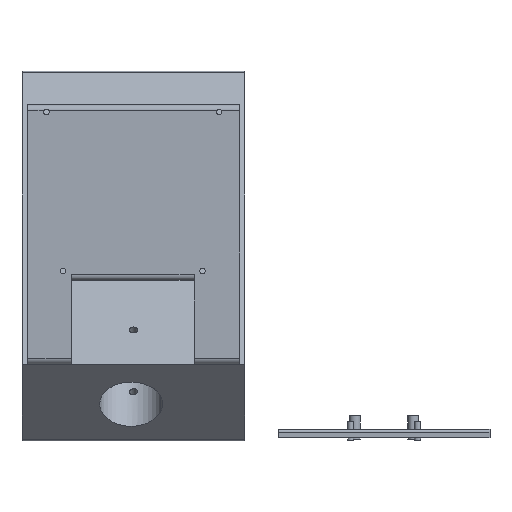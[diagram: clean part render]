
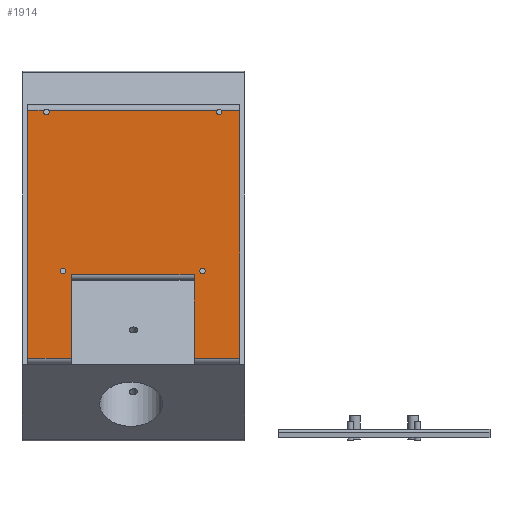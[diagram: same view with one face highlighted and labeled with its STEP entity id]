
A CAD part, front view. The second image highlights one B-rep face of the part: STEP entity #1914.
In plain terms, the highlighted planar face has unit normal (0, -1, 0).
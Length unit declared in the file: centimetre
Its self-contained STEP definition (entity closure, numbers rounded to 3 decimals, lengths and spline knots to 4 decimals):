
#58=LINE($,#3010,#214);
#63=LINE($,#3023,#219);
#69=LINE($,#3040,#225);
#70=LINE($,#3043,#226);
#74=LINE($,#3053,#230);
#75=LINE($,#3057,#231);
#76=LINE($,#3060,#232);
#77=LINE($,#3062,#233);
#78=LINE($,#3064,#234);
#79=LINE($,#3065,#235);
#214=VECTOR($,#2389,1.6304);
#219=VECTOR($,#2400,8.8981);
#225=VECTOR($,#2414,1.5696);
#226=VECTOR($,#2417,8.8981);
#230=VECTOR($,#2425,0.6516);
#231=VECTOR($,#2428,6.0423);
#232=VECTOR($,#2431,0.5907);
#233=VECTOR($,#2432,3.);
#234=VECTOR($,#2433,4.4);
#235=VECTOR($,#2434,3.);
#363=PLANE($,#2075);
#446=FACE_BOUND($,#689,.T.);
#447=FACE_BOUND($,#690,.T.);
#538=FACE_OUTER_BOUND($,#688,.T.);
#688=EDGE_LOOP($,(#1489,#1490,#1491,#1492,#1493,#1494,#1495,#1496,#1497,
#1498,#1499,#1500));
#689=EDGE_LOOP($,(#1501));
#690=EDGE_LOOP($,(#1502));
#835=CIRCLE($,#2076,0.1);
#836=CIRCLE($,#2077,0.1);
#837=CIRCLE($,#2078,0.1);
#838=CIRCLE($,#2079,0.1);
#942=VERTEX_POINT($,#3007);
#943=VERTEX_POINT($,#3009);
#948=VERTEX_POINT($,#3021);
#952=VERTEX_POINT($,#3033);
#955=VERTEX_POINT($,#3038);
#956=VERTEX_POINT($,#3042);
#960=VERTEX_POINT($,#3052);
#961=VERTEX_POINT($,#3054);
#962=VERTEX_POINT($,#3056);
#963=VERTEX_POINT($,#3058);
#964=VERTEX_POINT($,#3061);
#965=VERTEX_POINT($,#3063);
#966=VERTEX_POINT($,#3066);
#967=VERTEX_POINT($,#3068);
#1142=EDGE_CURVE($,#942,#943,#58,.T.);
#1149=EDGE_CURVE($,#942,#948,#63,.T.);
#1157=EDGE_CURVE($,#955,#952,#69,.T.);
#1158=EDGE_CURVE($,#952,#956,#70,.T.);
#1163=EDGE_CURVE($,#960,#948,#74,.T.);
#1164=EDGE_CURVE($,#960,#961,#835,.T.);
#1165=EDGE_CURVE($,#962,#961,#75,.T.);
#1166=EDGE_CURVE($,#962,#963,#836,.T.);
#1167=EDGE_CURVE($,#956,#963,#76,.T.);
#1168=EDGE_CURVE($,#955,#964,#77,.T.);
#1169=EDGE_CURVE($,#965,#964,#78,.T.);
#1170=EDGE_CURVE($,#943,#965,#79,.T.);
#1171=EDGE_CURVE($,#966,#966,#837,.T.);
#1172=EDGE_CURVE($,#967,#967,#838,.T.);
#1489=ORIENTED_EDGE($,*,*,#1142,.F.);
#1490=ORIENTED_EDGE($,*,*,#1149,.T.);
#1491=ORIENTED_EDGE($,*,*,#1163,.F.);
#1492=ORIENTED_EDGE($,*,*,#1164,.T.);
#1493=ORIENTED_EDGE($,*,*,#1165,.F.);
#1494=ORIENTED_EDGE($,*,*,#1166,.T.);
#1495=ORIENTED_EDGE($,*,*,#1167,.F.);
#1496=ORIENTED_EDGE($,*,*,#1158,.F.);
#1497=ORIENTED_EDGE($,*,*,#1157,.F.);
#1498=ORIENTED_EDGE($,*,*,#1168,.T.);
#1499=ORIENTED_EDGE($,*,*,#1169,.F.);
#1500=ORIENTED_EDGE($,*,*,#1170,.F.);
#1501=ORIENTED_EDGE($,*,*,#1171,.T.);
#1502=ORIENTED_EDGE($,*,*,#1172,.T.);
#1914=ADVANCED_FACE($,(#538,#446,#447),#363,.F.);
#2075=AXIS2_PLACEMENT_3D($,#3051,#2423,#2424);
#2076=AXIS2_PLACEMENT_3D($,#3055,#2426,#2427);
#2077=AXIS2_PLACEMENT_3D($,#3059,#2429,#2430);
#2078=AXIS2_PLACEMENT_3D($,#3067,#2435,#2436);
#2079=AXIS2_PLACEMENT_3D($,#3069,#2437,#2438);
#2389=DIRECTION($,(-1.,0.,0.));
#2400=DIRECTION($,(0.,0.,1.));
#2414=DIRECTION($,(-1.,0.,0.));
#2417=DIRECTION($,(0.,0.,1.));
#2423=DIRECTION('center_axis',(0.,1.,0.));
#2424=DIRECTION('ref_axis',(1.,0.,0.));
#2425=DIRECTION($,(1.,0.,0.));
#2426=DIRECTION('center_axis',(0.,1.,0.));
#2427=DIRECTION('ref_axis',(1.,0.,0.));
#2428=DIRECTION($,(1.,0.,0.));
#2429=DIRECTION('center_axis',(0.,1.,0.));
#2430=DIRECTION('ref_axis',(1.,0.,0.));
#2431=DIRECTION($,(1.,0.,0.));
#2432=DIRECTION($,(0.,0.,1.));
#2433=DIRECTION($,(-1.,0.,0.));
#2434=DIRECTION($,(0.,0.,1.));
#2435=DIRECTION('center_axis',(0.,1.,0.));
#2436=DIRECTION('ref_axis',(1.,0.,0.));
#2437=DIRECTION('center_axis',(0.,1.,0.));
#2438=DIRECTION('ref_axis',(1.,0.,0.));
#3007=CARTESIAN_POINT('',(-23.0351,14.1983,3.0981));
#3009=CARTESIAN_POINT('',(-24.6655,14.1983,3.0981));
#3010=CARTESIAN_POINT($,(-26.8351,14.1983,3.0981));
#3021=CARTESIAN_POINT('',(-23.0351,14.1983,11.9962));
#3023=CARTESIAN_POINT($,(-23.0351,14.1983,2.8981));
#3033=CARTESIAN_POINT('',(-30.6351,14.1983,3.0981));
#3038=CARTESIAN_POINT('',(-29.0655,14.1983,3.0981));
#3040=CARTESIAN_POINT($,(-26.8351,14.1983,3.0981));
#3042=CARTESIAN_POINT('',(-30.6351,14.1983,11.9962));
#3043=CARTESIAN_POINT($,(-30.6351,14.1983,2.8981));
#3051=CARTESIAN_POINT('Origin',(-26.8351,14.1983,9.0981));
#3052=CARTESIAN_POINT('',(-23.6867,14.1983,11.9962));
#3053=CARTESIAN_POINT($,(-26.8351,14.1983,11.9962));
#3054=CARTESIAN_POINT('',(-23.8444,14.1983,11.9962));
#3055=CARTESIAN_POINT('Origin',(-23.7655,14.1983,11.9347));
#3056=CARTESIAN_POINT('',(-29.8867,14.1983,11.9962));
#3057=CARTESIAN_POINT($,(-26.8351,14.1983,11.9962));
#3058=CARTESIAN_POINT('',(-30.0444,14.1983,11.9962));
#3059=CARTESIAN_POINT('Origin',(-29.9655,14.1983,11.9347));
#3060=CARTESIAN_POINT($,(-26.8351,14.1983,11.9962));
#3061=CARTESIAN_POINT('',(-29.0655,14.1983,6.0981));
#3062=CARTESIAN_POINT($,(-29.0655,14.1983,6.7481));
#3063=CARTESIAN_POINT('',(-24.6655,14.1983,6.0981));
#3064=CARTESIAN_POINT($,(-26.8503,14.1983,6.0981));
#3065=CARTESIAN_POINT($,(-24.6655,14.1983,6.7481));
#3066=CARTESIAN_POINT('',(-24.4655,14.1983,6.2347));
#3067=CARTESIAN_POINT('Origin',(-24.3655,14.1983,6.2347));
#3068=CARTESIAN_POINT('',(-29.4655,14.1983,6.2347));
#3069=CARTESIAN_POINT('Origin',(-29.3655,14.1983,6.2347));
